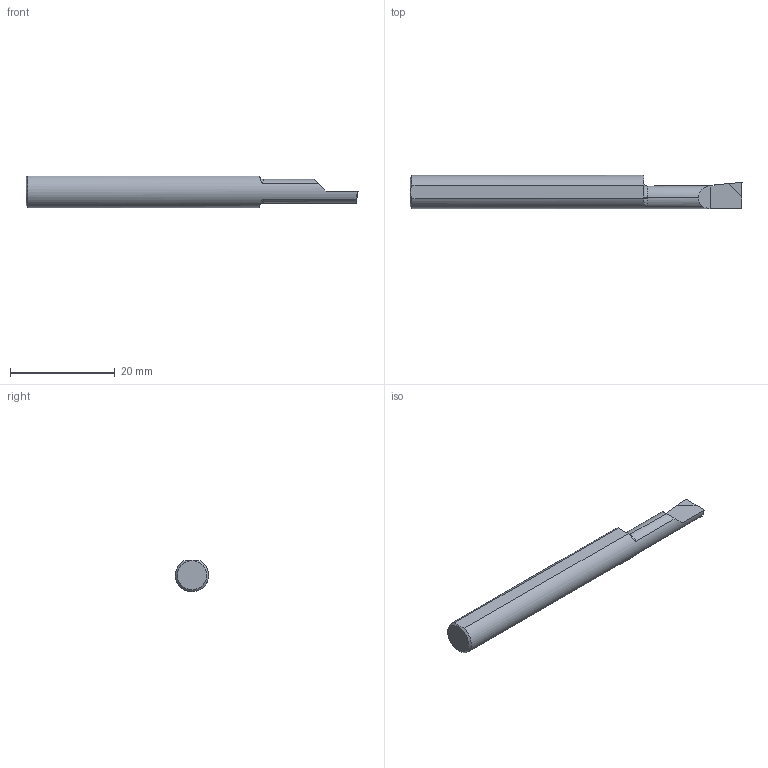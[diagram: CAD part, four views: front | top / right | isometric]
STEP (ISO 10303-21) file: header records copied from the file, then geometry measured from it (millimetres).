
FILE_DESCRIPTION (( 'STEP AP203' ), '1' );
FILE_NAME ('226364-CBN-B200700.STEP', '2024-04-29T20:47:49', ( '' ), ( '' ), 'SwSTEP 2.0', 'SolidWorks 2022', '' );
FILE_SCHEMA (( 'CONFIG_CONTROL_DESIGN' ));
Length unit declared in the file: inch
Products named in the file (3): CBN-B200-INSERT_B200 INSERT; CBN-B200_B200700; 226364-CBN-B200700
Assembly tree (2 placements, depth 2):
  226364-CBN-B200700
    CBN-B200-INSERT_B200 INSERT
    CBN-B200_B200700
Bounding box: 63.5 x 6.34 x 6.06 mm (x, y, z)
Volume: 1630.3 mm3; surface area: 1198 mm2
Topology: 2 solids, 2 shells, 32 faces, 80 edges, 52 vertices
Faces by surface type: plane 21, cylinder 5, torus 3, cone 2, bspline 1
Entity records: 1297 total; most frequent: CARTESIAN_POINT 250, ORIENTED_EDGE 160, DIRECTION 155, EDGE_CURVE 80, AXIS2_PLACEMENT_3D 55, VERTEX_POINT 52, LINE 45, VECTOR 45
